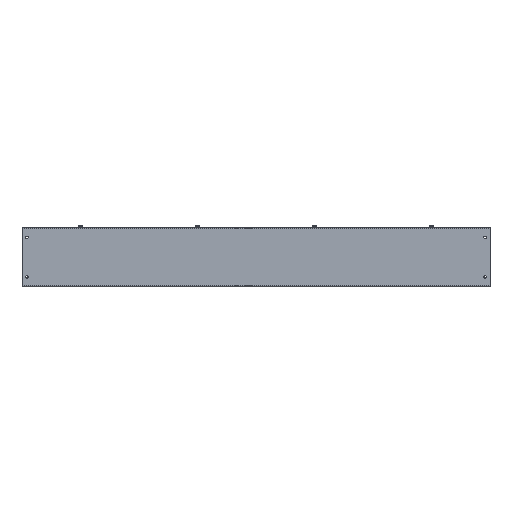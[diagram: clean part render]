
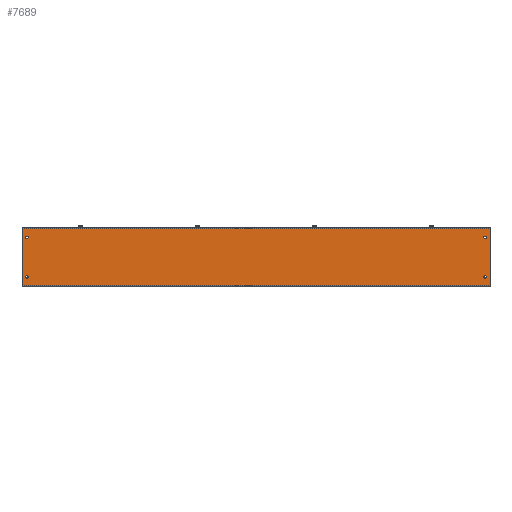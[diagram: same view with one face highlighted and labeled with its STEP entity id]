
A CAD part, left-side view. The second image highlights one B-rep face of the part: STEP entity #7689.
In plain terms, the highlighted planar face has unit normal (-1, 0, 0).
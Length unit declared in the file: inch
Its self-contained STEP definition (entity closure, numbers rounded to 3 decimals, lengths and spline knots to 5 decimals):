
#162 = DIRECTION ( 'NONE',  ( 0., 0., 1. ) ) ;
#164 = DIRECTION ( 'NONE',  ( 0., 1., 0. ) ) ;
#198 = FACE_BOUND ( 'NONE', #10644, .T. ) ;
#397 = LINE ( 'NONE', #8979, #6647 ) ;
#432 = LINE ( 'NONE', #10349, #8435 ) ;
#532 = EDGE_CURVE ( 'NONE', #8588, #5997, #7643, .T. ) ;
#643 = EDGE_CURVE ( 'NONE', #7170, #8161, #5705, .T. ) ;
#857 = DIRECTION ( 'NONE',  ( -1., 0., 0. ) ) ;
#877 = AXIS2_PLACEMENT_3D ( 'NONE', #9134, #5697, #5538 ) ;
#887 = DIRECTION ( 'NONE',  ( 1., 0., 0. ) ) ;
#931 = VERTEX_POINT ( 'NONE', #7047 ) ;
#1274 = EDGE_CURVE ( 'NONE', #931, #3759, #9080, .T. ) ;
#1417 = CARTESIAN_POINT ( 'NONE',  ( -3.057, -23.5, 1. ) ) ;
#1426 = EDGE_LOOP ( 'NONE', ( #9817, #5677 ) ) ;
#1660 = AXIS2_PLACEMENT_3D ( 'NONE', #6105, #8702, #2007 ) ;
#1741 = CARTESIAN_POINT ( 'NONE',  ( -3.057, -24., 5.971 ) ) ;
#1816 = DIRECTION ( 'NONE',  ( 0., 0., 1. ) ) ;
#1979 = CARTESIAN_POINT ( 'NONE',  ( -3.057, 23.5, 1. ) ) ;
#2007 = DIRECTION ( 'NONE',  ( 0., 0., 1. ) ) ;
#2531 = CARTESIAN_POINT ( 'NONE',  ( -3.057, 24., 0.047 ) ) ;
#2586 = EDGE_CURVE ( 'NONE', #6206, #9351, #5624, .T. ) ;
#2606 = DIRECTION ( 'NONE',  ( 0., 0., 1. ) ) ;
#2635 = ORIENTED_EDGE ( 'NONE', *, *, #2586, .T. ) ;
#2640 = FACE_BOUND ( 'NONE', #1426, .T. ) ;
#2699 = PLANE ( 'NONE',  #4548 ) ;
#2873 = DIRECTION ( 'NONE',  ( 0., 0., 1. ) ) ;
#3531 = CIRCLE ( 'NONE', #9376, 0.133 ) ;
#3594 = AXIS2_PLACEMENT_3D ( 'NONE', #5912, #8513, #1816 ) ;
#3646 = VECTOR ( 'NONE', #164, 39.37008 ) ;
#3759 = VERTEX_POINT ( 'NONE', #6214 ) ;
#3786 = ORIENTED_EDGE ( 'NONE', *, *, #4921, .T. ) ;
#3851 = EDGE_CURVE ( 'NONE', #8374, #8479, #397, .T. ) ;
#3947 = ORIENTED_EDGE ( 'NONE', *, *, #8772, .T. ) ;
#4090 = EDGE_CURVE ( 'NONE', #5886, #8479, #7799, .T. ) ;
#4239 = EDGE_LOOP ( 'NONE', ( #7356, #8327, #3786, #8130 ) ) ;
#4405 = FACE_OUTER_BOUND ( 'NONE', #4239, .T. ) ;
#4429 = DIRECTION ( 'NONE',  ( 1., 0., 0. ) ) ;
#4548 = AXIS2_PLACEMENT_3D ( 'NONE', #2531, #857, #10284 ) ;
#4796 = DIRECTION ( 'NONE',  ( 0., 0., 1. ) ) ;
#4847 = DIRECTION ( 'NONE',  ( 0., 0., 1. ) ) ;
#4892 = DIRECTION ( 'NONE',  ( 1., 0., 0. ) ) ;
#4921 = EDGE_CURVE ( 'NONE', #5886, #8145, #432, .T. ) ;
#4937 = VECTOR ( 'NONE', #7750, 39.37008 ) ;
#5101 = CARTESIAN_POINT ( 'NONE',  ( -3.057, -23.5, 5.057 ) ) ;
#5121 = ORIENTED_EDGE ( 'NONE', *, *, #1274, .T. ) ;
#5514 = EDGE_CURVE ( 'NONE', #3759, #931, #9697, .T. ) ;
#5538 = DIRECTION ( 'NONE',  ( 0., 0., 1. ) ) ;
#5624 = CIRCLE ( 'NONE', #6506, 0.133 ) ;
#5651 = CIRCLE ( 'NONE', #877, 0.133 ) ;
#5677 = ORIENTED_EDGE ( 'NONE', *, *, #9163, .T. ) ;
#5697 = DIRECTION ( 'NONE',  ( 1., 0., 0. ) ) ;
#5705 = CIRCLE ( 'NONE', #7299, 0.133 ) ;
#5762 = CARTESIAN_POINT ( 'NONE',  ( -3.057, 24., 5.971 ) ) ;
#5886 = VERTEX_POINT ( 'NONE', #8420 ) ;
#5912 = CARTESIAN_POINT ( 'NONE',  ( -3.057, 23.5, 5.057 ) ) ;
#5979 = CARTESIAN_POINT ( 'NONE',  ( -3.057, -23.5, 5.057 ) ) ;
#5997 = VERTEX_POINT ( 'NONE', #8255 ) ;
#6105 = CARTESIAN_POINT ( 'NONE',  ( -3.057, -23.5, 1. ) ) ;
#6168 = AXIS2_PLACEMENT_3D ( 'NONE', #7494, #4892, #4796 ) ;
#6206 = VERTEX_POINT ( 'NONE', #6626 ) ;
#6214 = CARTESIAN_POINT ( 'NONE',  ( -3.057, -23.5, 1.133 ) ) ;
#6336 = EDGE_CURVE ( 'NONE', #8145, #8374, #6865, .T. ) ;
#6387 = CARTESIAN_POINT ( 'NONE',  ( -3.057, 24., 0.086 ) ) ;
#6506 = AXIS2_PLACEMENT_3D ( 'NONE', #5101, #887, #2606 ) ;
#6626 = CARTESIAN_POINT ( 'NONE',  ( -3.057, -23.5, 4.924 ) ) ;
#6647 = VECTOR ( 'NONE', #7253, 39.37008 ) ;
#6732 = FACE_BOUND ( 'NONE', #7095, .T. ) ;
#6865 = LINE ( 'NONE', #7694, #4937 ) ;
#6922 = CARTESIAN_POINT ( 'NONE',  ( -3.057, 23.5, 4.924 ) ) ;
#7047 = CARTESIAN_POINT ( 'NONE',  ( -3.057, -23.5, 0.867 ) ) ;
#7095 = EDGE_LOOP ( 'NONE', ( #10354, #5121 ) ) ;
#7170 = VERTEX_POINT ( 'NONE', #9218 ) ;
#7253 = DIRECTION ( 'NONE',  ( 0., 0., -1. ) ) ;
#7299 = AXIS2_PLACEMENT_3D ( 'NONE', #1979, #10502, #8004 ) ;
#7356 = ORIENTED_EDGE ( 'NONE', *, *, #3851, .T. ) ;
#7393 = CIRCLE ( 'NONE', #6168, 0.133 ) ;
#7494 = CARTESIAN_POINT ( 'NONE',  ( -3.057, 23.5, 1. ) ) ;
#7643 = CIRCLE ( 'NONE', #3594, 0.133 ) ;
#7689 = ADVANCED_FACE ( 'NONE', ( #4405, #6732, #7779, #2640, #198 ), #2699, .T. ) ;
#7694 = CARTESIAN_POINT ( 'NONE',  ( -3.057, 24., 5.971 ) ) ;
#7750 = DIRECTION ( 'NONE',  ( 0., 1., 0. ) ) ;
#7779 = FACE_BOUND ( 'NONE', #10105, .T. ) ;
#7799 = LINE ( 'NONE', #8742, #3646 ) ;
#8004 = DIRECTION ( 'NONE',  ( 0., 0., 1. ) ) ;
#8130 = ORIENTED_EDGE ( 'NONE', *, *, #6336, .T. ) ;
#8145 = VERTEX_POINT ( 'NONE', #1741 ) ;
#8161 = VERTEX_POINT ( 'NONE', #8494 ) ;
#8255 = CARTESIAN_POINT ( 'NONE',  ( -3.057, 23.5, 5.19 ) ) ;
#8327 = ORIENTED_EDGE ( 'NONE', *, *, #4090, .F. ) ;
#8374 = VERTEX_POINT ( 'NONE', #5762 ) ;
#8420 = CARTESIAN_POINT ( 'NONE',  ( -3.057, -24., 0.086 ) ) ;
#8435 = VECTOR ( 'NONE', #2873, 39.37008 ) ;
#8479 = VERTEX_POINT ( 'NONE', #6387 ) ;
#8494 = CARTESIAN_POINT ( 'NONE',  ( -3.057, 23.5, 0.867 ) ) ;
#8513 = DIRECTION ( 'NONE',  ( 1., 0., 0. ) ) ;
#8588 = VERTEX_POINT ( 'NONE', #6922 ) ;
#8702 = DIRECTION ( 'NONE',  ( 1., 0., 0. ) ) ;
#8742 = CARTESIAN_POINT ( 'NONE',  ( -3.057, -24., 0.086 ) ) ;
#8772 = EDGE_CURVE ( 'NONE', #5997, #8588, #5651, .T. ) ;
#8880 = CARTESIAN_POINT ( 'NONE',  ( -3.057, -23.5, 5.19 ) ) ;
#8979 = CARTESIAN_POINT ( 'NONE',  ( -3.057, 24., 0.057 ) ) ;
#9080 = CIRCLE ( 'NONE', #1660, 0.133 ) ;
#9134 = CARTESIAN_POINT ( 'NONE',  ( -3.057, 23.5, 5.057 ) ) ;
#9163 = EDGE_CURVE ( 'NONE', #8161, #7170, #7393, .T. ) ;
#9218 = CARTESIAN_POINT ( 'NONE',  ( -3.057, 23.5, 1.133 ) ) ;
#9351 = VERTEX_POINT ( 'NONE', #8880 ) ;
#9376 = AXIS2_PLACEMENT_3D ( 'NONE', #5979, #4429, #162 ) ;
#9486 = ORIENTED_EDGE ( 'NONE', *, *, #532, .T. ) ;
#9523 = AXIS2_PLACEMENT_3D ( 'NONE', #1417, #9786, #4847 ) ;
#9697 = CIRCLE ( 'NONE', #9523, 0.133 ) ;
#9786 = DIRECTION ( 'NONE',  ( 1., 0., 0. ) ) ;
#9817 = ORIENTED_EDGE ( 'NONE', *, *, #643, .T. ) ;
#10063 = EDGE_CURVE ( 'NONE', #9351, #6206, #3531, .T. ) ;
#10105 = EDGE_LOOP ( 'NONE', ( #10869, #2635 ) ) ;
#10284 = DIRECTION ( 'NONE',  ( 0., 0., 1. ) ) ;
#10349 = CARTESIAN_POINT ( 'NONE',  ( -3.057, -24., 0.057 ) ) ;
#10354 = ORIENTED_EDGE ( 'NONE', *, *, #5514, .T. ) ;
#10502 = DIRECTION ( 'NONE',  ( 1., 0., 0. ) ) ;
#10644 = EDGE_LOOP ( 'NONE', ( #3947, #9486 ) ) ;
#10869 = ORIENTED_EDGE ( 'NONE', *, *, #10063, .T. ) ;
